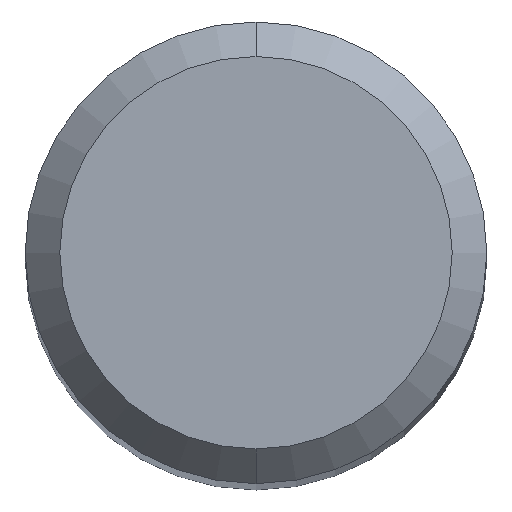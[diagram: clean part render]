
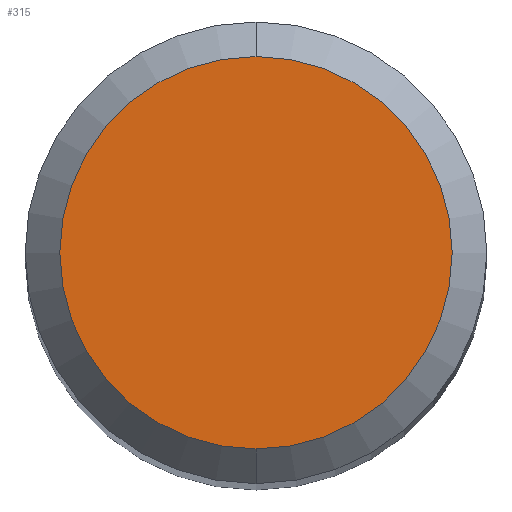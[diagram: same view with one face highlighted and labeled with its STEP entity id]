
A CAD part, top view. The second image highlights one B-rep face of the part: STEP entity #315.
In plain terms, the highlighted planar face has unit normal (0, 0, 1).
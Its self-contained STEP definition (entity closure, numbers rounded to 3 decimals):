
#193=VERTEX_POINT('',#516);
#261=VERTEX_POINT('',#593);
#315=ADVANCED_FACE('',(#650),#651,.T.);
#323=EDGE_CURVE('',#261,#193,#659,.T.);
#385=EDGE_CURVE('',#193,#261,#727,.T.);
#516=CARTESIAN_POINT('',(0.0,1.7,0.0));
#593=CARTESIAN_POINT('',(0.,-1.7,0.0));
#650=FACE_OUTER_BOUND('',#1077,.T.);
#651=PLANE('',#1078);
#659=CIRCLE('',#1128,1.7);
#727=CIRCLE('',#1298,1.7);
#1077=EDGE_LOOP('',(#1683,#1684));
#1078=AXIS2_PLACEMENT_3D('',#1685,#1686,#1687);
#1128=AXIS2_PLACEMENT_3D('',#1688,#1689,#1690);
#1298=AXIS2_PLACEMENT_3D('',#1760,#1761,#1762);
#1683=ORIENTED_EDGE('',*,*,#385,.F.);
#1684=ORIENTED_EDGE('',*,*,#323,.F.);
#1685=CARTESIAN_POINT('',(0.0,0.85,0.0));
#1686=DIRECTION('',(-0.0,0.0,1.0));
#1687=DIRECTION('',(0.0,-1.0,0.0));
#1688=CARTESIAN_POINT('',(0.0,0.0,0.0));
#1689=DIRECTION('',(0.0,0.0,-1.0));
#1690=DIRECTION('',(0.0,1.0,0.0));
#1760=CARTESIAN_POINT('',(0.0,0.0,0.0));
#1761=DIRECTION('',(0.0,0.0,-1.0));
#1762=DIRECTION('',(0.0,1.0,0.0));
